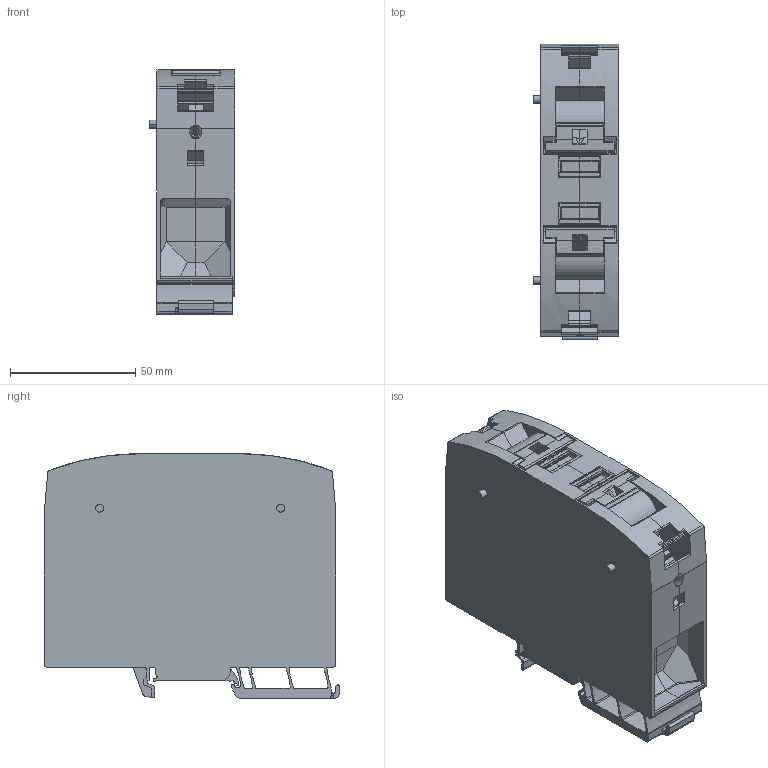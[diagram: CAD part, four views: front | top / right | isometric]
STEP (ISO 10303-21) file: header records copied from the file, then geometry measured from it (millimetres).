
FILE_DESCRIPTION(('CATIA V5 STEP Exchange','CAx-IF Rec.Pracs.--- Model Styling and Organization---1.4--- 2014-01-23'),'2;1');
FILE_NAME ('1222339-11_1', '2020-02-12T10:22:06+00:00', ('none'), ('Weidmueller'), 'CATIA Version 5-6 Release 2016 SP3 HF44', 'CATIA V5 STEP AP214', 'none');
FILE_SCHEMA(('AUTOMOTIVE_DESIGN { 1 0 10303 214 1 1 1 1 }'));
Length unit declared in the file: millimetre
Products named in the file (1): 2728700000
Bounding box: 34 x 118.03 x 97.65 mm (x, y, z)
Volume: 280404.8 mm3; surface area: 71145.5 mm2
Topology: 6 solids, 16 shells, 1077 faces, 3141 edges, 2098 vertices
Faces by surface type: plane 588, cylinder 411, cone 32, bspline 22, extrusion 15, torus 9
Entity records: 37529 total; most frequent: CARTESIAN_POINT 10522, ORIENTED_EDGE 6282, DIRECTION 4442, EDGE_CURVE 3141, VERTEX_POINT 2098, VECTOR 2007, LINE 1992, AXIS2_PLACEMENT_3D 1565
